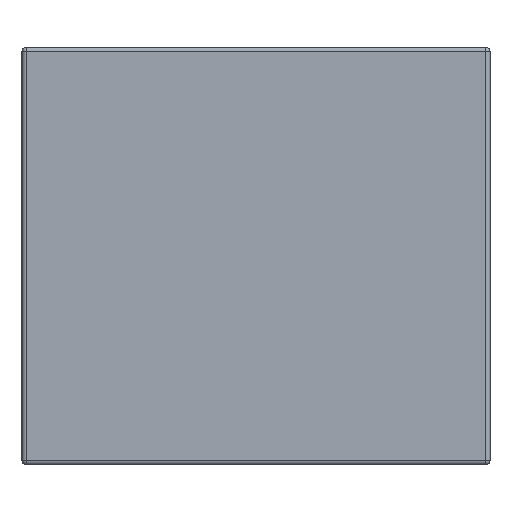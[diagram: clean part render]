
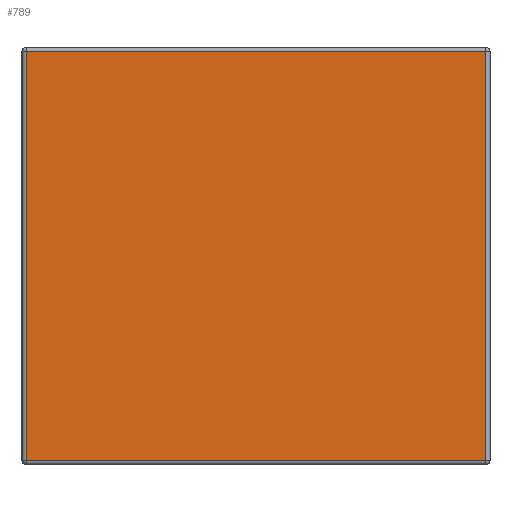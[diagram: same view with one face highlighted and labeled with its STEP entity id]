
A CAD part, left-side view. The second image highlights one B-rep face of the part: STEP entity #789.
In plain terms, the highlighted planar face has unit normal (-1, 0, 0).
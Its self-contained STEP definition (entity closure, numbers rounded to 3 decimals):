
#14 = EDGE_CURVE ( 'NONE', #1094, #811, #72, .T. ) ;
#57 = VECTOR ( 'NONE', #336, 1000. ) ;
#61 = CARTESIAN_POINT ( 'NONE',  ( -1.6, 0.025, -1.225 ) ) ;
#72 = LINE ( 'NONE', #949, #839 ) ;
#89 = LINE ( 'NONE', #339, #809 ) ;
#125 = CARTESIAN_POINT ( 'NONE',  ( -1.6, 2.8, -1.225 ) ) ;
#131 = FACE_OUTER_BOUND ( 'NONE', #537, .T. ) ;
#133 = ORIENTED_EDGE ( 'NONE', *, *, #14, .T. ) ;
#134 = DIRECTION ( 'NONE',  ( 0., -1., 0. ) ) ;
#167 = DIRECTION ( 'NONE',  ( 0., 1., 0. ) ) ;
#226 = VECTOR ( 'NONE', #134, 1000. ) ;
#327 = EDGE_CURVE ( 'NONE', #811, #608, #89, .T. ) ;
#336 = DIRECTION ( 'NONE',  ( 0., 0., 1. ) ) ;
#339 = CARTESIAN_POINT ( 'NONE',  ( -1.6, 2.775, 1.25 ) ) ;
#379 = ORIENTED_EDGE ( 'NONE', *, *, #589, .T. ) ;
#407 = PLANE ( 'NONE',  #1051 ) ;
#412 = ORIENTED_EDGE ( 'NONE', *, *, #327, .T. ) ;
#424 = CARTESIAN_POINT ( 'NONE',  ( -1.6, 0.025, 1.25 ) ) ;
#491 = VERTEX_POINT ( 'NONE', #61 ) ;
#492 = DIRECTION ( 'NONE',  ( 0., 0., -1. ) ) ;
#521 = EDGE_CURVE ( 'NONE', #491, #1094, #771, .T. ) ;
#537 = EDGE_LOOP ( 'NONE', ( #412, #379, #721, #133 ) ) ;
#589 = EDGE_CURVE ( 'NONE', #608, #491, #737, .T. ) ;
#608 = VERTEX_POINT ( 'NONE', #631 ) ;
#631 = CARTESIAN_POINT ( 'NONE',  ( -1.6, 2.775, -1.225 ) ) ;
#721 = ORIENTED_EDGE ( 'NONE', *, *, #521, .T. ) ;
#737 = LINE ( 'NONE', #125, #226 ) ;
#752 = DIRECTION ( 'NONE',  ( 1., 0., 0. ) ) ;
#771 = LINE ( 'NONE', #424, #57 ) ;
#789 = ADVANCED_FACE ( 'NONE', ( #131 ), #407, .F. ) ;
#809 = VECTOR ( 'NONE', #492, 1000. ) ;
#811 = VERTEX_POINT ( 'NONE', #1055 ) ;
#839 = VECTOR ( 'NONE', #167, 1000. ) ;
#949 = CARTESIAN_POINT ( 'NONE',  ( -1.6, 2.8, 1.225 ) ) ;
#1028 = CARTESIAN_POINT ( 'NONE',  ( -1.6, 2.8, 1.25 ) ) ;
#1051 = AXIS2_PLACEMENT_3D ( 'NONE', #1028, #752, #1115 ) ;
#1055 = CARTESIAN_POINT ( 'NONE',  ( -1.6, 2.775, 1.225 ) ) ;
#1089 = CARTESIAN_POINT ( 'NONE',  ( -1.6, 0.025, 1.225 ) ) ;
#1094 = VERTEX_POINT ( 'NONE', #1089 ) ;
#1115 = DIRECTION ( 'NONE',  ( 0., 0., -1. ) ) ;
